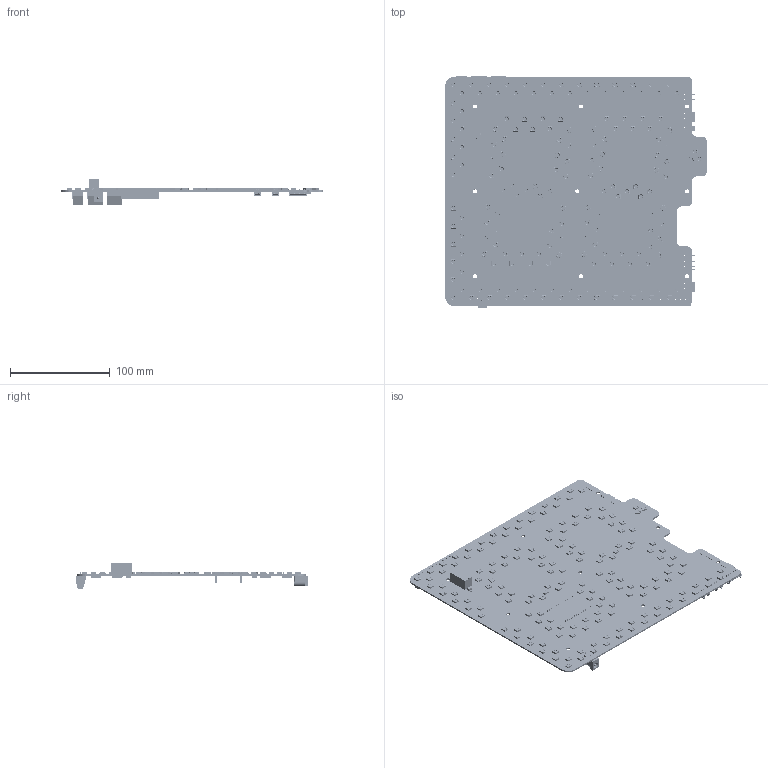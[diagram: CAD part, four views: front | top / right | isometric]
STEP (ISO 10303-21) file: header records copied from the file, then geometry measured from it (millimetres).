
FILE_DESCRIPTION(('KiCad electronic assembly'),'2;1');
FILE_NAME('ArenaTimer.step','2025-03-24T02:19:06',('Pcbnew'),('Kicad'), 'Open CASCADE STEP processor 7.8','KiCad to STEP converter','Unknown' );
FILE_SCHEMA(('AUTOMOTIVE_DESIGN { 1 0 10303 214 1 1 1 1 }'));
Length unit declared in the file: millimetre
Products named in the file (35): ArenaTimer 1; LED_WS2812B_PLCC4_5.0x5.0mm_P3.2mm; LED_WS2812B_PLCC4_50x50mm_P32mm; Relay_DPDT_Omron_G5V-2; D_SMA; SOT-323_SC-70; SOT_323_SC_70; R_0402_1005Metric; PinSocket_1x02_P2.54mm_Horizontal; PinSocket_1x02_P254mm_Horizontal; PinHeader_1x04_P2.54mm_Horizontal; PinHeader_1x04_P254mm_Horizontal; JST_EH_S2B-EH_1x02_P2.50mm_Horizontal; JST_S2B_EH; TerminalBlock_Phoenix_MKDS-1,5-3_1x03_P5.00mm_Horizontal; TerminalBlock_Phoenix_MKDS_15_3_1x03_P500mm_Horizontal; BarrelJack_Horizontal; PinHeader_1x02_P2.54mm_Horizontal; PinHeader_1x02_P254mm_Horizontal; JST_EH_S6B-EH_1x06_P2.50mm_Horizontal; JST_S6B_EH; PinSocket_1x04_P2.54mm_Horizontal; PinSocket_1x04_P254mm_Horizontal; PinSocket_1x15_P2.54mm_Vertical; PinSocket_1x15_P254mm_Vertical; TerminalBlock_Phoenix_MKDS-1,5-2_1x02_P5.00mm_Horizontal; TerminalBlock_Phoenix_MKDS_15_2_1x02_P500mm_Horizontal; ArenaTimer_PCB_1; ArenaTimer_PCB_2; ArenaTimer_PCB_3; ArenaTimer_PCB_4
Assembly tree (209 placements, depth 3):
  ArenaTimer 1
    LED_WS2812B_PLCC4_5.0x5.0mm_P3.2mm  x171
      LED_WS2812B_PLCC4_50x50mm_P32mm
    Relay_DPDT_Omron_G5V-2
      Relay_DPDT_Omron_G5V-2
    D_SMA
      D_SMA
    SOT-323_SC-70
      SOT_323_SC_70
    R_0402_1005Metric
      R_0402_1005Metric
    PinSocket_1x02_P2.54mm_Horizontal
      PinSocket_1x02_P254mm_Horizontal
    PinHeader_1x04_P2.54mm_Horizontal  x2
      PinHeader_1x04_P254mm_Horizontal
    JST_EH_S2B-EH_1x02_P2.50mm_Horizontal  x2
      JST_S2B_EH
    TerminalBlock_Phoenix_MKDS-1,5-3_1x03_P5.00mm_Horizontal  x2
      TerminalBlock_Phoenix_MKDS_15_3_1x03_P500mm_Horizontal
    BarrelJack_Horizontal
      BarrelJack_Horizontal
    PinHeader_1x02_P2.54mm_Horizontal
      PinHeader_1x02_P254mm_Horizontal
    JST_EH_S6B-EH_1x06_P2.50mm_Horizontal
      JST_S6B_EH
    PinSocket_1x04_P2.54mm_Horizontal  x2
      PinSocket_1x04_P254mm_Horizontal
    PinSocket_1x15_P2.54mm_Vertical  x2
      PinSocket_1x15_P254mm_Vertical
    TerminalBlock_Phoenix_MKDS-1,5-2_1x02_P5.00mm_Horizontal
      TerminalBlock_Phoenix_MKDS_15_2_1x02_P500mm_Horizontal
    ArenaTimer_PCB_1
    ArenaTimer_PCB_2
    ArenaTimer_PCB_3
    ArenaTimer_PCB_4
Bounding box: 262.19 x 232.8 x 27 mm (x, y, z)
Volume: 105762.6 mm3; surface area: 143849.1 mm2
Topology: 198 solids, 198 shells, 14393 faces, 41476 edges, 27149 vertices
Faces by surface type: plane 10164, cylinder 3982, cone 171, bspline 69, sphere 5, extrusion 2
Full cylindrical faces by diameter (mm): 0.02 x3, 0.7 x8, 0.95 x6, 1 x56, 1.5 x2, 1.52 x8, 2 x2, 3.333 x171, 3.8 x8, 4 x17, 6.3 x1
Entity records: 70444 total; most frequent: CARTESIAN_POINT 10298, ORIENTED_EDGE 9656, DIRECTION 9316, EDGE_CURVE 4828, VECTOR 4234, LINE 4232, VERTEX_POINT 3111, AXIS2_PLACEMENT_3D 2541
